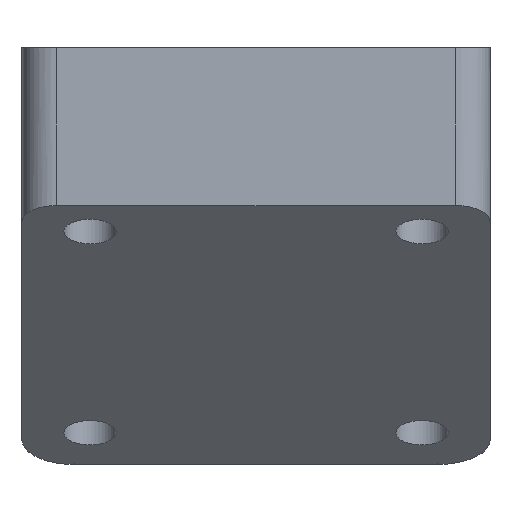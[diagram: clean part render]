
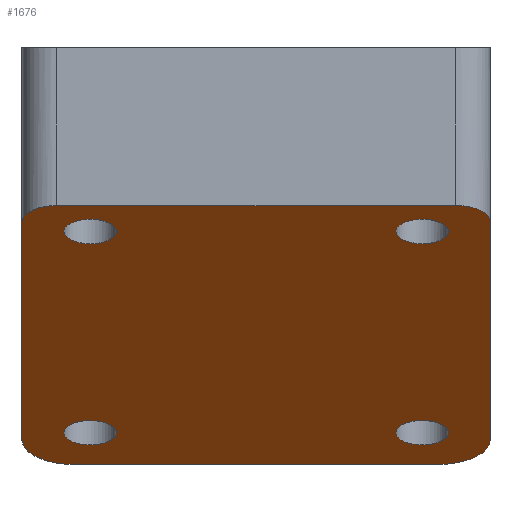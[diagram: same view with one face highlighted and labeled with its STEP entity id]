
A CAD part, front view. The second image highlights one B-rep face of the part: STEP entity #1676.
In plain terms, the highlighted planar face has unit normal (0, -0.423, -0.906).
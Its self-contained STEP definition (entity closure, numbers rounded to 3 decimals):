
#24=ELLIPSE('',#1792,6.62,6.);
#25=ELLIPSE('',#1804,6.62,6.);
#26=ELLIPSE('',#1806,4.414,4.);
#27=ELLIPSE('',#1807,4.414,4.);
#28=ELLIPSE('',#1808,3.31,3.);
#29=ELLIPSE('',#1809,3.31,3.);
#30=ELLIPSE('',#1810,3.31,3.);
#31=ELLIPSE('',#1811,3.31,3.);
#154=FACE_BOUND('',#301,.T.);
#155=FACE_BOUND('',#302,.T.);
#156=FACE_BOUND('',#303,.T.);
#157=FACE_BOUND('',#304,.T.);
#204=FACE_OUTER_BOUND('',#300,.T.);
#300=EDGE_LOOP('',(#1298,#1299,#1300,#1301,#1302,#1303,#1304,#1305));
#301=EDGE_LOOP('',(#1306));
#302=EDGE_LOOP('',(#1307));
#303=EDGE_LOOP('',(#1308));
#304=EDGE_LOOP('',(#1309));
#451=LINE('',#2699,#607);
#454=LINE('',#2707,#610);
#455=LINE('',#2711,#611);
#456=LINE('',#2714,#612);
#607=VECTOR('',#2113,10.);
#610=VECTOR('',#2122,10.);
#611=VECTOR('',#2125,10.);
#612=VECTOR('',#2128,10.);
#746=VERTEX_POINT('',#2659);
#747=VERTEX_POINT('',#2660);
#764=VERTEX_POINT('',#2698);
#765=VERTEX_POINT('',#2702);
#766=VERTEX_POINT('',#2706);
#767=VERTEX_POINT('',#2708);
#768=VERTEX_POINT('',#2710);
#769=VERTEX_POINT('',#2712);
#770=VERTEX_POINT('',#2715);
#771=VERTEX_POINT('',#2717);
#772=VERTEX_POINT('',#2719);
#773=VERTEX_POINT('',#2721);
#941=EDGE_CURVE('',#746,#747,#24,.T.);
#960=EDGE_CURVE('',#747,#764,#451,.T.);
#962=EDGE_CURVE('',#764,#765,#25,.T.);
#964=EDGE_CURVE('',#746,#766,#454,.T.);
#965=EDGE_CURVE('',#767,#766,#26,.T.);
#966=EDGE_CURVE('',#768,#767,#455,.T.);
#967=EDGE_CURVE('',#769,#768,#27,.T.);
#968=EDGE_CURVE('',#769,#765,#456,.T.);
#969=EDGE_CURVE('',#770,#770,#28,.T.);
#970=EDGE_CURVE('',#771,#771,#29,.T.);
#971=EDGE_CURVE('',#772,#772,#30,.T.);
#972=EDGE_CURVE('',#773,#773,#31,.T.);
#1298=ORIENTED_EDGE('',*,*,#941,.F.);
#1299=ORIENTED_EDGE('',*,*,#964,.T.);
#1300=ORIENTED_EDGE('',*,*,#965,.F.);
#1301=ORIENTED_EDGE('',*,*,#966,.F.);
#1302=ORIENTED_EDGE('',*,*,#967,.F.);
#1303=ORIENTED_EDGE('',*,*,#968,.T.);
#1304=ORIENTED_EDGE('',*,*,#962,.F.);
#1305=ORIENTED_EDGE('',*,*,#960,.F.);
#1306=ORIENTED_EDGE('',*,*,#969,.T.);
#1307=ORIENTED_EDGE('',*,*,#970,.T.);
#1308=ORIENTED_EDGE('',*,*,#971,.F.);
#1309=ORIENTED_EDGE('',*,*,#972,.F.);
#1617=PLANE('',#1805);
#1676=ADVANCED_FACE('',(#204,#154,#155,#156,#157),#1617,.T.);
#1792=AXIS2_PLACEMENT_3D('',#2661,#2081,#2082);
#1804=AXIS2_PLACEMENT_3D('',#2703,#2117,#2118);
#1805=AXIS2_PLACEMENT_3D('',#2705,#2120,#2121);
#1806=AXIS2_PLACEMENT_3D('',#2709,#2123,#2124);
#1807=AXIS2_PLACEMENT_3D('',#2713,#2126,#2127);
#1808=AXIS2_PLACEMENT_3D('',#2716,#2129,#2130);
#1809=AXIS2_PLACEMENT_3D('',#2718,#2131,#2132);
#1810=AXIS2_PLACEMENT_3D('',#2720,#2133,#2134);
#1811=AXIS2_PLACEMENT_3D('',#2722,#2135,#2136);
#2081=DIRECTION('center_axis',(0.,0.423,0.906));
#2082=DIRECTION('ref_axis',(0.,0.906,-0.423));
#2113=DIRECTION('',(-1.,0.,0.));
#2117=DIRECTION('center_axis',(0.,0.423,0.906));
#2118=DIRECTION('ref_axis',(0.,0.906,-0.423));
#2120=DIRECTION('center_axis',(0.,-0.423,-0.906));
#2121=DIRECTION('ref_axis',(0.,-0.906,0.423));
#2122=DIRECTION('',(0.,-0.906,0.423));
#2123=DIRECTION('center_axis',(0.,0.423,
0.906));
#2124=DIRECTION('ref_axis',(0.,-0.906,0.423));
#2125=DIRECTION('',(1.,0.,0.));
#2126=DIRECTION('center_axis',(0.,0.423,
0.906));
#2127=DIRECTION('ref_axis',(0.,-0.906,0.423));
#2128=DIRECTION('',(0.,0.906,-0.423));
#2129=DIRECTION('center_axis',(0.,0.423,0.906));
#2130=DIRECTION('ref_axis',(0.,-0.906,0.423));
#2131=DIRECTION('center_axis',(0.,0.423,0.906));
#2132=DIRECTION('ref_axis',(0.,-0.906,0.423));
#2133=DIRECTION('center_axis',(0.,-0.423,
-0.906));
#2134=DIRECTION('ref_axis',(0.,0.906,-0.423));
#2135=DIRECTION('center_axis',(0.,-0.423,
-0.906));
#2136=DIRECTION('ref_axis',(0.,0.906,-0.423));
#2659=CARTESIAN_POINT('',(0.,57.75,-45.064));
#2660=CARTESIAN_POINT('',(-6.,63.75,-47.862));
#2661=CARTESIAN_POINT('Origin',(-6.,57.75,-45.064));
#2698=CARTESIAN_POINT('',(-47.72,63.75,-47.862));
#2699=CARTESIAN_POINT('',(0.,63.75,-47.862));
#2702=CARTESIAN_POINT('',(-53.72,57.75,-45.064));
#2703=CARTESIAN_POINT('Origin',(-47.72,57.75,-45.064));
#2705=CARTESIAN_POINT('Origin',(0.,63.75,-47.862));
#2706=CARTESIAN_POINT('',(0.,4.,-20.));
#2707=CARTESIAN_POINT('',(0.,63.75,-47.862));
#2708=CARTESIAN_POINT('',(-4.,0.,-18.135));
#2709=CARTESIAN_POINT('Origin',(-4.,4.,-20.));
#2710=CARTESIAN_POINT('',(-49.72,0.,-18.135));
#2711=CARTESIAN_POINT('',(-24.86,0.,-18.135));
#2712=CARTESIAN_POINT('',(-53.72,4.,-20.));
#2713=CARTESIAN_POINT('Origin',(-49.72,4.,-20.));
#2714=CARTESIAN_POINT('',(-53.72,48.813,-40.896));
#2715=CARTESIAN_POINT('',(-10.81,55.94,-44.22));
#2716=CARTESIAN_POINT('Origin',(-7.81,55.94,-44.22));
#2717=CARTESIAN_POINT('',(-48.91,55.94,-44.22));
#2718=CARTESIAN_POINT('Origin',(-45.91,55.94,-44.22));
#2719=CARTESIAN_POINT('',(-48.91,6.41,-21.124));
#2720=CARTESIAN_POINT('Origin',(-45.91,6.41,-21.124));
#2721=CARTESIAN_POINT('',(-10.81,6.41,-21.124));
#2722=CARTESIAN_POINT('Origin',(-7.81,6.41,-21.124));
